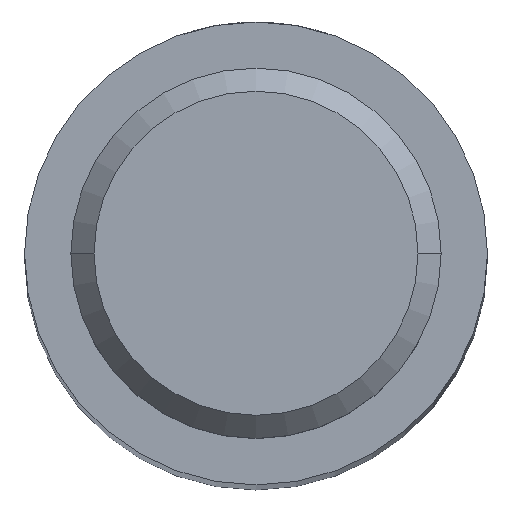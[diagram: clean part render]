
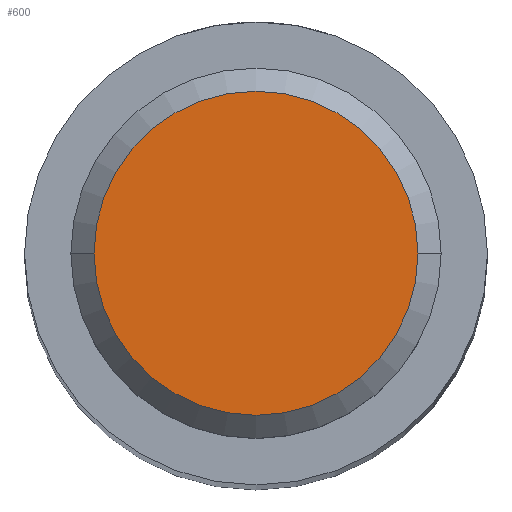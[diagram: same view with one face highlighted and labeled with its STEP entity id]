
A CAD part, top view. The second image highlights one B-rep face of the part: STEP entity #600.
In plain terms, the highlighted planar face has unit normal (0, 0, 1).
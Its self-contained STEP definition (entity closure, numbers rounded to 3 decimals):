
#11 = DIRECTION ( 'NONE',  ( 0., 0., 1. ) ) ;
#57 = AXIS2_PLACEMENT_3D ( 'NONE', #425, #500, #759 ) ;
#152 = EDGE_CURVE ( 'NONE', #682, #556, #811, .T. ) ;
#197 = DIRECTION ( 'NONE',  ( 0., 0., 1. ) ) ;
#212 = ORIENTED_EDGE ( 'NONE', *, *, #152, .T. ) ;
#275 = DIRECTION ( 'NONE',  ( 1., 0., 0. ) ) ;
#355 = CARTESIAN_POINT ( 'NONE',  ( -3.5, 0., 34. ) ) ;
#385 = CIRCLE ( 'NONE', #57, 3.5 ) ;
#421 = CARTESIAN_POINT ( 'NONE',  ( 0., 0., 34. ) ) ;
#425 = CARTESIAN_POINT ( 'NONE',  ( 0., 0., 34. ) ) ;
#442 = AXIS2_PLACEMENT_3D ( 'NONE', #421, #11, #275 ) ;
#500 = DIRECTION ( 'NONE',  ( 0., 0., 1. ) ) ;
#538 = EDGE_CURVE ( 'NONE', #556, #682, #385, .T. ) ;
#556 = VERTEX_POINT ( 'NONE', #355 ) ;
#572 = FACE_OUTER_BOUND ( 'NONE', #625, .T. ) ;
#600 = ADVANCED_FACE ( 'NONE', ( #572 ), #837, .T. ) ;
#625 = EDGE_LOOP ( 'NONE', ( #702, #212 ) ) ;
#643 = CARTESIAN_POINT ( 'NONE',  ( 0., 0., 34. ) ) ;
#682 = VERTEX_POINT ( 'NONE', #708 ) ;
#702 = ORIENTED_EDGE ( 'NONE', *, *, #538, .T. ) ;
#708 = CARTESIAN_POINT ( 'NONE',  ( 3.5, 0., 34. ) ) ;
#759 = DIRECTION ( 'NONE',  ( 1., 0., 0. ) ) ;
#769 = DIRECTION ( 'NONE',  ( 1., 0., 0. ) ) ;
#811 = CIRCLE ( 'NONE', #442, 3.5 ) ;
#828 = AXIS2_PLACEMENT_3D ( 'NONE', #643, #197, #769 ) ;
#837 = PLANE ( 'NONE',  #828 ) ;
